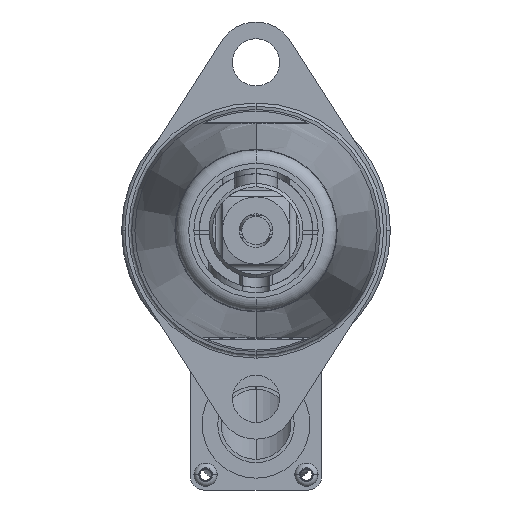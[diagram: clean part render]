
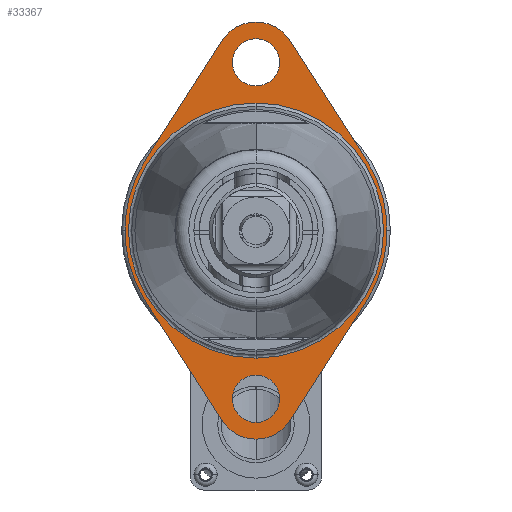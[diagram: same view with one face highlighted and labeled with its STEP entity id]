
A CAD part, left-side view. The second image highlights one B-rep face of the part: STEP entity #33367.
In plain terms, the highlighted planar face has unit normal (-1, 0, 0).
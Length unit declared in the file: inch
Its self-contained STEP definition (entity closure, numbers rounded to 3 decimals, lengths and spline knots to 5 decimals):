
#32046=CARTESIAN_POINT('',(-14.894,0.005,-1.5625));
#32047=DIRECTION('',(-1.,0.,0.));
#32048=DIRECTION('',(0.,0.842,-0.54));
#32049=AXIS2_PLACEMENT_3D('',#32046,#32047,#32048);
#32051=DIRECTION('',(0.,-0.54,-0.842));
#32052=VECTOR('',#32051,1.31494);
#32053=CARTESIAN_POINT('',(-14.894,1.03086,-0.65846));
#32054=LINE('',#32053,#32052);
#32055=CARTESIAN_POINT('',(-14.894,0.005,0.));
#32056=DIRECTION('',(-1.,0.,0.));
#32057=DIRECTION('',(0.,0.842,0.54));
#32058=AXIS2_PLACEMENT_3D('',#32055,#32056,#32057);
#32060=DIRECTION('',(0.,0.54,-0.842));
#32061=VECTOR('',#32060,1.31494);
#32062=CARTESIAN_POINT('',(-14.894,0.32059,1.76506));
#32063=LINE('',#32062,#32061);
#32064=CARTESIAN_POINT('',(-14.894,0.005,1.5625));
#32065=DIRECTION('',(-1.,0.,0.));
#32066=DIRECTION('',(0.,-0.842,0.54));
#32067=AXIS2_PLACEMENT_3D('',#32064,#32065,#32066);
#32069=DIRECTION('',(0.,0.54,0.842));
#32070=VECTOR('',#32069,1.31494);
#32071=CARTESIAN_POINT('',(-14.894,-1.02086,0.65846));
#32072=LINE('',#32071,#32070);
#32073=CARTESIAN_POINT('',(-14.894,0.005,0.));
#32074=DIRECTION('',(-1.,0.,0.));
#32075=DIRECTION('',(0.,-0.842,-0.54));
#32076=AXIS2_PLACEMENT_3D('',#32073,#32074,#32075);
#32078=DIRECTION('',(0.,-0.54,0.842));
#32079=VECTOR('',#32078,1.31494);
#32080=CARTESIAN_POINT('',(-14.894,-0.31059,-1.76506));
#32081=LINE('',#32080,#32079);
#32082=CARTESIAN_POINT('',(-14.894,0.005,-1.5625));
#32083=DIRECTION('',(-1.,0.,0.));
#32084=DIRECTION('',(0.,0.,1.));
#32085=AXIS2_PLACEMENT_3D('',#32082,#32083,#32084);
#32087=CARTESIAN_POINT('',(-14.894,0.005,-1.5625));
#32088=DIRECTION('',(-1.,0.,0.));
#32089=DIRECTION('',(0.,0.,-1.));
#32090=AXIS2_PLACEMENT_3D('',#32087,#32088,#32089);
#32092=CARTESIAN_POINT('',(-14.894,0.005,1.5625));
#32093=DIRECTION('',(-1.,0.,0.));
#32094=DIRECTION('',(0.,0.,1.));
#32095=AXIS2_PLACEMENT_3D('',#32092,#32093,#32094);
#32097=CARTESIAN_POINT('',(-14.894,0.005,1.5625));
#32098=DIRECTION('',(-1.,0.,0.));
#32099=DIRECTION('',(0.,0.,-1.));
#32100=AXIS2_PLACEMENT_3D('',#32097,#32098,#32099);
#32102=CARTESIAN_POINT('',(-14.894,0.005,0.));
#32103=DIRECTION('',(-1.,0.,0.));
#32104=DIRECTION('',(0.,0.,1.));
#32105=AXIS2_PLACEMENT_3D('',#32102,#32103,#32104);
#32117=CARTESIAN_POINT('',(-14.894,0.005,0.));
#32118=DIRECTION('',(-1.,0.,0.));
#32119=DIRECTION('',(0.,0.,-1.));
#32120=AXIS2_PLACEMENT_3D('',#32117,#32118,#32119);
#32207=CARTESIAN_POINT('',(-14.894,0.32059,-1.76506));
#32208=CARTESIAN_POINT('',(-14.894,-0.31059,-1.76506));
#32209=VERTEX_POINT('',#32207);
#32210=VERTEX_POINT('',#32208);
#32211=CARTESIAN_POINT('',(-14.894,-1.02086,-0.65846));
#32212=VERTEX_POINT('',#32211);
#32213=CARTESIAN_POINT('',(-14.894,-1.02086,0.65846));
#32214=VERTEX_POINT('',#32213);
#32215=CARTESIAN_POINT('',(-14.894,-0.31059,1.76506));
#32216=VERTEX_POINT('',#32215);
#32217=CARTESIAN_POINT('',(-14.894,0.32059,1.76506));
#32218=VERTEX_POINT('',#32217);
#32219=CARTESIAN_POINT('',(-14.894,1.03086,0.65846));
#32220=VERTEX_POINT('',#32219);
#32221=CARTESIAN_POINT('',(-14.894,1.03086,-0.65846));
#32222=VERTEX_POINT('',#32221);
#32223=CARTESIAN_POINT('',(-14.894,0.005,1.343));
#32224=CARTESIAN_POINT('',(-14.894,0.005,1.782));
#32225=VERTEX_POINT('',#32223);
#32226=VERTEX_POINT('',#32224);
#32227=CARTESIAN_POINT('',(-14.894,0.005,-1.343));
#32228=CARTESIAN_POINT('',(-14.894,0.005,-1.782));
#32229=VERTEX_POINT('',#32227);
#32230=VERTEX_POINT('',#32228);
#32247=CARTESIAN_POINT('',(-14.894,0.005,1.185));
#32248=CARTESIAN_POINT('',(-14.894,0.005,-1.185));
#32249=VERTEX_POINT('',#32247);
#32250=VERTEX_POINT('',#32248);
#33334=CARTESIAN_POINT('',(-14.894,0.005,0.));
#33335=DIRECTION('',(-1.,0.,0.));
#33336=DIRECTION('',(0.,1.,0.));
#33337=AXIS2_PLACEMENT_3D('',#33334,#33335,#33336);
#33338=PLANE('',#33337);
#33339=ORIENTED_EDGE('',*,*,#33230,.F.);
#33340=ORIENTED_EDGE('',*,*,#33245,.F.);
#33341=ORIENTED_EDGE('',*,*,#33259,.F.);
#33342=ORIENTED_EDGE('',*,*,#33273,.F.);
#33343=ORIENTED_EDGE('',*,*,#33287,.F.);
#33344=ORIENTED_EDGE('',*,*,#33301,.F.);
#33345=ORIENTED_EDGE('',*,*,#33315,.F.);
#33346=ORIENTED_EDGE('',*,*,#33328,.F.);
#33347=EDGE_LOOP('',(#33339,#33340,#33341,#33342,#33343,#33344,#33345,#33346));
#33348=FACE_OUTER_BOUND('',#33347,.F.);
#33350=ORIENTED_EDGE('',*,*,#33349,.T.);
#33352=ORIENTED_EDGE('',*,*,#33351,.T.);
#33353=EDGE_LOOP('',(#33350,#33352));
#33354=FACE_BOUND('',#33353,.F.);
#33356=ORIENTED_EDGE('',*,*,#33355,.T.);
#33358=ORIENTED_EDGE('',*,*,#33357,.T.);
#33359=EDGE_LOOP('',(#33356,#33358));
#33360=FACE_BOUND('',#33359,.F.);
#33362=ORIENTED_EDGE('',*,*,#33361,.T.);
#33364=ORIENTED_EDGE('',*,*,#33363,.T.);
#33365=EDGE_LOOP('',(#33362,#33364));
#33366=FACE_BOUND('',#33365,.F.);
#33367=ADVANCED_FACE('',(#33348,#33354,#33360,#33366),#33338,.T.);
#32050=CIRCLE('',#32049,0.375);
#32059=CIRCLE('',#32058,1.219);
#32068=CIRCLE('',#32067,0.375);
#32077=CIRCLE('',#32076,1.219);
#32086=CIRCLE('',#32085,0.2195);
#32091=CIRCLE('',#32090,0.2195);
#32096=CIRCLE('',#32095,0.2195);
#32101=CIRCLE('',#32100,0.2195);
#32106=CIRCLE('',#32105,1.185);
#32121=CIRCLE('',#32120,1.185);
#33230=EDGE_CURVE('',#32209,#32210,#32050,.T.);
#33245=EDGE_CURVE('',#32222,#32209,#32054,.T.);
#33259=EDGE_CURVE('',#32220,#32222,#32059,.T.);
#33273=EDGE_CURVE('',#32218,#32220,#32063,.T.);
#33287=EDGE_CURVE('',#32216,#32218,#32068,.T.);
#33301=EDGE_CURVE('',#32214,#32216,#32072,.T.);
#33315=EDGE_CURVE('',#32212,#32214,#32077,.T.);
#33328=EDGE_CURVE('',#32210,#32212,#32081,.T.);
#33349=EDGE_CURVE('',#32229,#32230,#32086,.T.);
#33351=EDGE_CURVE('',#32230,#32229,#32091,.T.);
#33355=EDGE_CURVE('',#32226,#32225,#32096,.T.);
#33357=EDGE_CURVE('',#32225,#32226,#32101,.T.);
#33361=EDGE_CURVE('',#32249,#32250,#32106,.T.);
#33363=EDGE_CURVE('',#32250,#32249,#32121,.T.);
